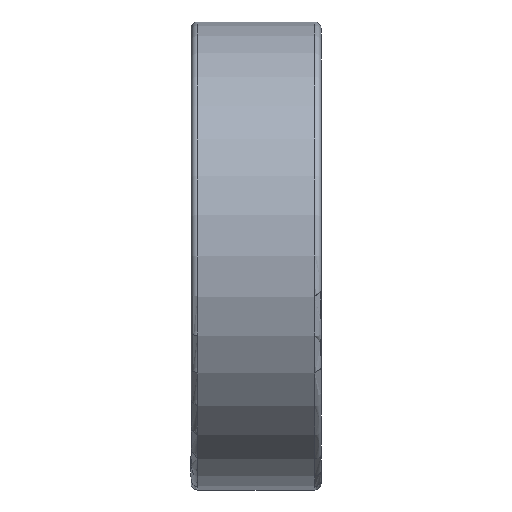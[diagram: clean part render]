
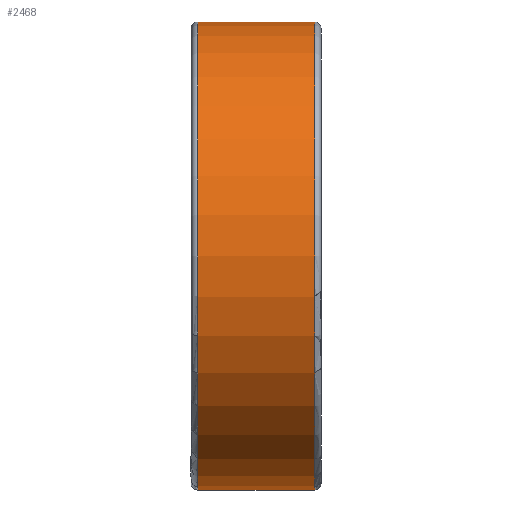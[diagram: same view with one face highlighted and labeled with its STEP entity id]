
A CAD part, front view. The second image highlights one B-rep face of the part: STEP entity #2468.
In plain terms, the highlighted cylindrical face has radius 14.287 mm (diameter 28.575 mm), a partial arc.
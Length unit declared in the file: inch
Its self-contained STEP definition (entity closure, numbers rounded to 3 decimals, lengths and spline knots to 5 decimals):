
#20 = DIRECTION ( 'NONE',  ( 1., 0., 0. ) ) ;
#131 = EDGE_CURVE ( 'NONE', #2076, #2263, #4239, .T. ) ;
#222 = CARTESIAN_POINT ( 'NONE',  ( -0.17188, 0., -0.5625 ) ) ;
#242 = DIRECTION ( 'NONE',  ( 1., 0., 0. ) ) ;
#290 = LINE ( 'NONE', #1219, #3845 ) ;
#348 = CARTESIAN_POINT ( 'NONE',  ( 0.14063, 0., 0.5625 ) ) ;
#422 = DIRECTION ( 'NONE',  ( 1., 0., 0. ) ) ;
#470 = CARTESIAN_POINT ( 'NONE',  ( -0.14063, 0., 0. ) ) ;
#577 = EDGE_CURVE ( 'NONE', #3625, #916, #290, .T. ) ;
#689 = CARTESIAN_POINT ( 'NONE',  ( -0.17188, 0., 0. ) ) ;
#916 = VERTEX_POINT ( 'NONE', #348 ) ;
#924 = CIRCLE ( 'NONE', #3384, 0.5625 ) ;
#1217 = ORIENTED_EDGE ( 'NONE', *, *, #3390, .T. ) ;
#1219 = CARTESIAN_POINT ( 'NONE',  ( -0.17188, 0., 0.5625 ) ) ;
#1321 = ORIENTED_EDGE ( 'NONE', *, *, #131, .T. ) ;
#1373 = DIRECTION ( 'NONE',  ( 0., 0., -1. ) ) ;
#1410 = AXIS2_PLACEMENT_3D ( 'NONE', #689, #20, #1373 ) ;
#1529 = DIRECTION ( 'NONE',  ( 1., 0., 0. ) ) ;
#1609 = CARTESIAN_POINT ( 'NONE',  ( -0.14063, 0., 0.5625 ) ) ;
#1687 = ORIENTED_EDGE ( 'NONE', *, *, #577, .F. ) ;
#1731 = VECTOR ( 'NONE', #1529, 39.37008 ) ;
#2063 = AXIS2_PLACEMENT_3D ( 'NONE', #4228, #2995, #2581 ) ;
#2076 = VERTEX_POINT ( 'NONE', #4269 ) ;
#2244 = EDGE_LOOP ( 'NONE', ( #1687, #4202, #1321, #1217 ) ) ;
#2263 = VERTEX_POINT ( 'NONE', #3517 ) ;
#2468 = ADVANCED_FACE ( 'NONE', ( #3338 ), #4017, .T. ) ;
#2497 = EDGE_CURVE ( 'NONE', #3625, #2076, #924, .T. ) ;
#2581 = DIRECTION ( 'NONE',  ( 0., 0., -1. ) ) ;
#2995 = DIRECTION ( 'NONE',  ( -1., 0., 0. ) ) ;
#3338 = FACE_OUTER_BOUND ( 'NONE', #2244, .T. ) ;
#3384 = AXIS2_PLACEMENT_3D ( 'NONE', #470, #422, #3443 ) ;
#3390 = EDGE_CURVE ( 'NONE', #2263, #916, #3600, .T. ) ;
#3443 = DIRECTION ( 'NONE',  ( 0., 0., -1. ) ) ;
#3517 = CARTESIAN_POINT ( 'NONE',  ( 0.14063, 0., -0.5625 ) ) ;
#3600 = CIRCLE ( 'NONE', #2063, 0.5625 ) ;
#3625 = VERTEX_POINT ( 'NONE', #1609 ) ;
#3845 = VECTOR ( 'NONE', #242, 39.37008 ) ;
#4017 = CYLINDRICAL_SURFACE ( 'NONE', #1410, 0.5625 ) ;
#4202 = ORIENTED_EDGE ( 'NONE', *, *, #2497, .T. ) ;
#4228 = CARTESIAN_POINT ( 'NONE',  ( 0.14063, 0., 0. ) ) ;
#4239 = LINE ( 'NONE', #222, #1731 ) ;
#4269 = CARTESIAN_POINT ( 'NONE',  ( -0.14063, 0., -0.5625 ) ) ;
